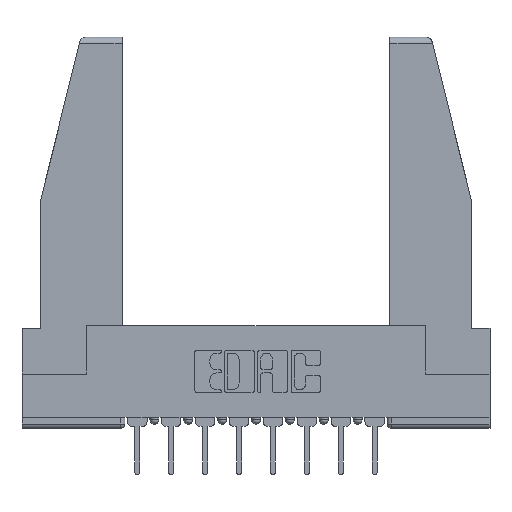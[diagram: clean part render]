
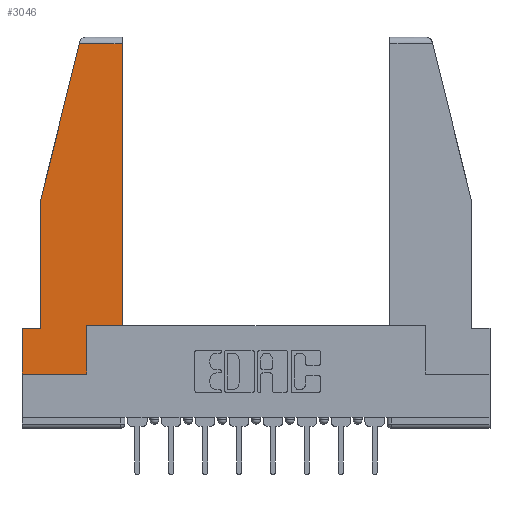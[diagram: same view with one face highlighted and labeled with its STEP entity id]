
A CAD part, top view. The second image highlights one B-rep face of the part: STEP entity #3046.
In plain terms, the highlighted planar face has unit normal (0, 0, 1).
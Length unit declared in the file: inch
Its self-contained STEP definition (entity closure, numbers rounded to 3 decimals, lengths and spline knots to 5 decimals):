
#247 = CARTESIAN_POINT ( 'NONE',  ( 0., 0.21, 0. ) ) ;
#276 = DIRECTION ( 'NONE',  ( -1., 0., 0. ) ) ;
#285 = LINE ( 'NONE', #4629, #8818 ) ;
#385 = VECTOR ( 'NONE', #276, 39.37008 ) ;
#460 = EDGE_LOOP ( 'NONE', ( #5086, #477, #4698, #10528, #4077, #2947, #6870, #3490, #4930 ) ) ;
#477 = ORIENTED_EDGE ( 'NONE', *, *, #13004, .T. ) ;
#735 = VERTEX_POINT ( 'NONE', #10644 ) ;
#738 = EDGE_CURVE ( 'NONE', #735, #4312, #1349, .T. ) ;
#749 = DIRECTION ( 'NONE',  ( 1., 0., 0. ) ) ;
#875 = EDGE_CURVE ( 'NONE', #3257, #10810, #9186, .T. ) ;
#913 = AXIS2_PLACEMENT_3D ( 'NONE', #2791, #13055, #749 ) ;
#1349 = LINE ( 'NONE', #5504, #11409 ) ;
#1807 = EDGE_CURVE ( 'NONE', #8803, #12922, #285, .T. ) ;
#2013 = EDGE_CURVE ( 'NONE', #10028, #3257, #11586, .T. ) ;
#2128 = CARTESIAN_POINT ( 'NONE',  ( 0., 0., 0. ) ) ;
#2791 = CARTESIAN_POINT ( 'NONE',  ( 0., 0., 0. ) ) ;
#2882 = VECTOR ( 'NONE', #11024, 39.37008 ) ;
#2947 = ORIENTED_EDGE ( 'NONE', *, *, #7220, .T. ) ;
#3046 = ADVANCED_FACE ( 'NONE', ( #10976 ), #8975, .T. ) ;
#3063 = EDGE_CURVE ( 'NONE', #6022, #8201, #5851, .T. ) ;
#3257 = VERTEX_POINT ( 'NONE', #9985 ) ;
#3472 = CARTESIAN_POINT ( 'NONE',  ( 0.297, 0.223, 0. ) ) ;
#3490 = ORIENTED_EDGE ( 'NONE', *, *, #9702, .T. ) ;
#4077 = ORIENTED_EDGE ( 'NONE', *, *, #1807, .T. ) ;
#4312 = VERTEX_POINT ( 'NONE', #6446 ) ;
#4430 = DIRECTION ( 'NONE',  ( -1., 0., 0. ) ) ;
#4460 = LINE ( 'NONE', #247, #6782 ) ;
#4629 = CARTESIAN_POINT ( 'NONE',  ( 0., 0.21, 0. ) ) ;
#4698 = ORIENTED_EDGE ( 'NONE', *, *, #738, .T. ) ;
#4740 = CARTESIAN_POINT ( 'NONE',  ( 0.297, 0., 0. ) ) ;
#4779 = CARTESIAN_POINT ( 'NONE',  ( 0.086, 0.8, 0. ) ) ;
#4878 = CARTESIAN_POINT ( 'NONE',  ( 0.086, 0.21, 0. ) ) ;
#4930 = ORIENTED_EDGE ( 'NONE', *, *, #2013, .T. ) ;
#5086 = ORIENTED_EDGE ( 'NONE', *, *, #875, .T. ) ;
#5504 = CARTESIAN_POINT ( 'NONE',  ( 0.271, 1.55, 0. ) ) ;
#5764 = LINE ( 'NONE', #4740, #2882 ) ;
#5804 = DIRECTION ( 'NONE',  ( 0., -1., 0. ) ) ;
#5851 = LINE ( 'NONE', #9121, #8513 ) ;
#6022 = VERTEX_POINT ( 'NONE', #2128 ) ;
#6078 = LINE ( 'NONE', #4779, #6700 ) ;
#6319 = EDGE_CURVE ( 'NONE', #4312, #8803, #6078, .T. ) ;
#6446 = CARTESIAN_POINT ( 'NONE',  ( 0.086, 0.8, 0. ) ) ;
#6478 = DIRECTION ( 'NONE',  ( -0.239, -0.971, 0. ) ) ;
#6700 = VECTOR ( 'NONE', #5804, 39.37008 ) ;
#6782 = VECTOR ( 'NONE', #8339, 39.37008 ) ;
#6870 = ORIENTED_EDGE ( 'NONE', *, *, #3063, .T. ) ;
#7220 = EDGE_CURVE ( 'NONE', #12922, #6022, #4460, .T. ) ;
#7270 = CARTESIAN_POINT ( 'NONE',  ( 0.461, 0.223, 0. ) ) ;
#7552 = CARTESIAN_POINT ( 'NONE',  ( 0., 1.52, 0. ) ) ;
#7821 = DIRECTION ( 'NONE',  ( 1., 0., 0. ) ) ;
#8165 = VECTOR ( 'NONE', #13456, 39.37008 ) ;
#8201 = VERTEX_POINT ( 'NONE', #8893 ) ;
#8339 = DIRECTION ( 'NONE',  ( 0., -1., 0. ) ) ;
#8363 = CARTESIAN_POINT ( 'NONE',  ( 0.297, 0.223, 0. ) ) ;
#8513 = VECTOR ( 'NONE', #7821, 39.37008 ) ;
#8803 = VERTEX_POINT ( 'NONE', #4878 ) ;
#8818 = VECTOR ( 'NONE', #4430, 39.37008 ) ;
#8893 = CARTESIAN_POINT ( 'NONE',  ( 0.297, 0., 0. ) ) ;
#8975 = PLANE ( 'NONE',  #913 ) ;
#9121 = CARTESIAN_POINT ( 'NONE',  ( 0., 0., 0. ) ) ;
#9186 = LINE ( 'NONE', #7270, #11193 ) ;
#9506 = CARTESIAN_POINT ( 'NONE',  ( 0.461, 1.52, 0. ) ) ;
#9596 = LINE ( 'NONE', #7552, #385 ) ;
#9702 = EDGE_CURVE ( 'NONE', #8201, #10028, #5764, .T. ) ;
#9985 = CARTESIAN_POINT ( 'NONE',  ( 0.461, 0.223, 0. ) ) ;
#10028 = VERTEX_POINT ( 'NONE', #3472 ) ;
#10363 = CARTESIAN_POINT ( 'NONE',  ( 0., 0.21, 0. ) ) ;
#10528 = ORIENTED_EDGE ( 'NONE', *, *, #6319, .T. ) ;
#10644 = CARTESIAN_POINT ( 'NONE',  ( 0.2636, 1.52, 0. ) ) ;
#10810 = VERTEX_POINT ( 'NONE', #9506 ) ;
#10976 = FACE_OUTER_BOUND ( 'NONE', #460, .T. ) ;
#11024 = DIRECTION ( 'NONE',  ( 0., 1., 0. ) ) ;
#11193 = VECTOR ( 'NONE', #12434, 39.37008 ) ;
#11409 = VECTOR ( 'NONE', #6478, 39.37008 ) ;
#11586 = LINE ( 'NONE', #8363, #8165 ) ;
#12434 = DIRECTION ( 'NONE',  ( 0., 1., 0. ) ) ;
#12922 = VERTEX_POINT ( 'NONE', #10363 ) ;
#13004 = EDGE_CURVE ( 'NONE', #10810, #735, #9596, .T. ) ;
#13055 = DIRECTION ( 'NONE',  ( 0., 0., 1. ) ) ;
#13456 = DIRECTION ( 'NONE',  ( 1., 0., 0. ) ) ;
